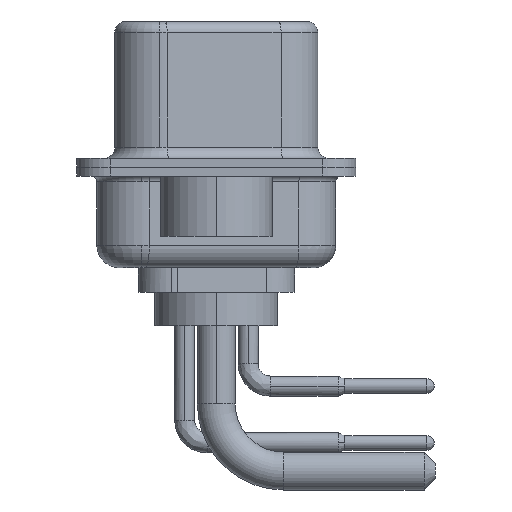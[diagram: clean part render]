
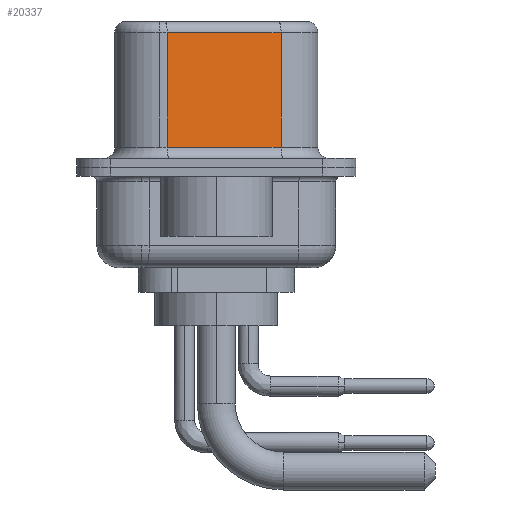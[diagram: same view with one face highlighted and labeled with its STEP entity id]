
A CAD part, left-side view. The second image highlights one B-rep face of the part: STEP entity #20337.
In plain terms, the highlighted planar face has unit normal (-0.985, -0.174, 0).
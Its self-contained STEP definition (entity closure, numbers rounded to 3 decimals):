
#478 = LINE ( 'NONE', #7773, #7384 ) ;
#488 = ORIENTED_EDGE ( 'NONE', *, *, #3243, .T. ) ;
#712 = CARTESIAN_POINT ( 'NONE',  ( 4.58, -2.897, 6.52 ) ) ;
#1478 = LINE ( 'NONE', #12712, #22036 ) ;
#1791 = VERTEX_POINT ( 'NONE', #10493 ) ;
#1884 = CARTESIAN_POINT ( 'NONE',  ( 3.68, 2.203, 0.9 ) ) ;
#3243 = EDGE_CURVE ( 'NONE', #6693, #23634, #20729, .T. ) ;
#3782 = EDGE_CURVE ( 'NONE', #1791, #6693, #22488, .T. ) ;
#5935 = CARTESIAN_POINT ( 'NONE',  ( 3.68, 2.203, 6.52 ) ) ;
#6693 = VERTEX_POINT ( 'NONE', #21283 ) ;
#6898 = ORIENTED_EDGE ( 'NONE', *, *, #14397, .F. ) ;
#6981 = DIRECTION ( 'NONE',  ( 0., 0., -1. ) ) ;
#7384 = VECTOR ( 'NONE', #15388, 1000. ) ;
#7518 = ORIENTED_EDGE ( 'NONE', *, *, #3782, .T. ) ;
#7773 = CARTESIAN_POINT ( 'NONE',  ( 4.58, -2.897, 0.9 ) ) ;
#7807 = DIRECTION ( 'NONE',  ( -0.174, 0.985, 0. ) ) ;
#8228 = EDGE_LOOP ( 'NONE', ( #6898, #7518, #488, #23547 ) ) ;
#9611 = CARTESIAN_POINT ( 'NONE',  ( 4.58, -2.897, 6.02 ) ) ;
#9822 = PLANE ( 'NONE',  #16602 ) ;
#10493 = CARTESIAN_POINT ( 'NONE',  ( 4.58, -2.897, 6.02 ) ) ;
#10757 = DIRECTION ( 'NONE',  ( -0.174, 0.985, 0. ) ) ;
#12712 = CARTESIAN_POINT ( 'NONE',  ( 4.58, -2.897, 6.52 ) ) ;
#14397 = EDGE_CURVE ( 'NONE', #1791, #21883, #1478, .T. ) ;
#15388 = DIRECTION ( 'NONE',  ( 0.174, -0.985, 0. ) ) ;
#15755 = VECTOR ( 'NONE', #22280, 1000. ) ;
#16602 = AXIS2_PLACEMENT_3D ( 'NONE', #712, #23062, #10757 ) ;
#18074 = VECTOR ( 'NONE', #7807, 1000. ) ;
#18540 = EDGE_CURVE ( 'NONE', #23634, #21883, #478, .T. ) ;
#18875 = FACE_OUTER_BOUND ( 'NONE', #8228, .T. ) ;
#20337 = ADVANCED_FACE ( 'NONE', ( #18875 ), #9822, .F. ) ;
#20729 = LINE ( 'NONE', #5935, #15755 ) ;
#21283 = CARTESIAN_POINT ( 'NONE',  ( 3.68, 2.203, 6.02 ) ) ;
#21883 = VERTEX_POINT ( 'NONE', #23172 ) ;
#22036 = VECTOR ( 'NONE', #6981, 1000. ) ;
#22280 = DIRECTION ( 'NONE',  ( 0., 0., -1. ) ) ;
#22488 = LINE ( 'NONE', #9611, #18074 ) ;
#23062 = DIRECTION ( 'NONE',  ( 0.985, 0.174, 0. ) ) ;
#23172 = CARTESIAN_POINT ( 'NONE',  ( 4.58, -2.897, 0.9 ) ) ;
#23547 = ORIENTED_EDGE ( 'NONE', *, *, #18540, .T. ) ;
#23634 = VERTEX_POINT ( 'NONE', #1884 ) ;
